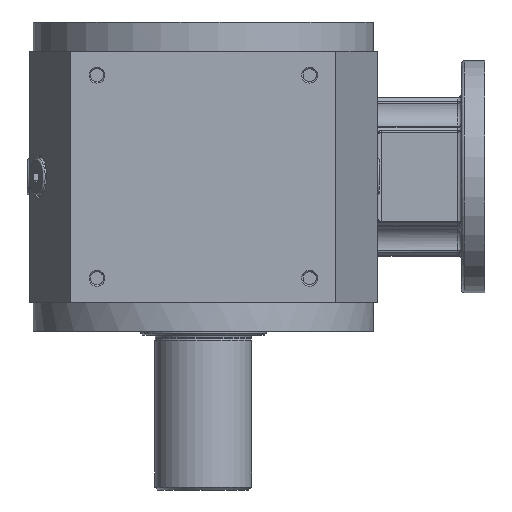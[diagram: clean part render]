
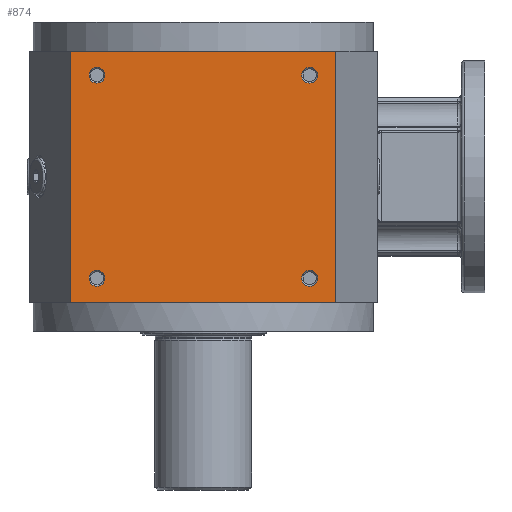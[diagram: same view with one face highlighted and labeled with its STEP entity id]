
A CAD part, front view. The second image highlights one B-rep face of the part: STEP entity #874.
In plain terms, the highlighted planar face has unit normal (0, -1, 0).
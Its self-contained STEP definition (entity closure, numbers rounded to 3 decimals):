
#874 = ADVANCED_FACE( '', ( #2527, #2528, #2529, #2530, #2531 ), #2532, .T. );
#2527 = FACE_OUTER_BOUND( '', #5432, .T. );
#2528 = FACE_BOUND( '', #5433, .T. );
#2529 = FACE_BOUND( '', #5434, .T. );
#2530 = FACE_BOUND( '', #5435, .T. );
#2531 = FACE_BOUND( '', #5436, .T. );
#2532 = PLANE( '', #5437 );
#5432 = EDGE_LOOP( '', ( #14970, #14971, #14972, #14973 ) );
#5433 = EDGE_LOOP( '', ( #14974 ) );
#5434 = EDGE_LOOP( '', ( #14975 ) );
#5435 = EDGE_LOOP( '', ( #14976 ) );
#5436 = EDGE_LOOP( '', ( #14977 ) );
#5437 = AXIS2_PLACEMENT_3D( '', #14978, #14979, #14980 );
#14970 = ORIENTED_EDGE( '', *, *, #20688, .F. );
#14971 = ORIENTED_EDGE( '', *, *, #20689, .T. );
#14972 = ORIENTED_EDGE( '', *, *, #20690, .T. );
#14973 = ORIENTED_EDGE( '', *, *, #20691, .F. );
#14974 = ORIENTED_EDGE( '', *, *, #20692, .F. );
#14975 = ORIENTED_EDGE( '', *, *, #20693, .F. );
#14976 = ORIENTED_EDGE( '', *, *, #20694, .F. );
#14977 = ORIENTED_EDGE( '', *, *, #20695, .F. );
#14978 = CARTESIAN_POINT( '', ( -9.549, -89.583, 117. ) );
#14979 = DIRECTION( '', ( 0., -1., 0. ) );
#14980 = DIRECTION( '', ( 0., 0., -1. ) );
#20688 = EDGE_CURVE( '', #22907, #22908, #22909, .T. );
#20689 = EDGE_CURVE( '', #22907, #22910, #22911, .T. );
#20690 = EDGE_CURVE( '', #22910, #22912, #22913, .T. );
#20691 = EDGE_CURVE( '', #22908, #22912, #22914, .T. );
#20692 = EDGE_CURVE( '', #22915, #22915, #22916, .T. );
#20693 = EDGE_CURVE( '', #22917, #22917, #22918, .T. );
#20694 = EDGE_CURVE( '', #22919, #22919, #22920, .T. );
#20695 = EDGE_CURVE( '', #22921, #22921, #22922, .T. );
#22907 = VERTEX_POINT( '', #26410 );
#22908 = VERTEX_POINT( '', #26411 );
#22909 = LINE( '', #26412, #26413 );
#22910 = VERTEX_POINT( '', #26414 );
#22911 = LINE( '', #26415, #26416 );
#22912 = VERTEX_POINT( '', #26417 );
#22913 = LINE( '', #26418, #26419 );
#22914 = LINE( '', #26420, #26421 );
#22915 = VERTEX_POINT( '', #26422 );
#22916 = CIRCLE( '', #26423, 4.1 );
#22917 = VERTEX_POINT( '', #26424 );
#22918 = CIRCLE( '', #26425, 4.1 );
#22919 = VERTEX_POINT( '', #26426 );
#22920 = CIRCLE( '', #26427, 4.1 );
#22921 = VERTEX_POINT( '', #26428 );
#22922 = CIRCLE( '', #26429, 4.1 );
#26410 = CARTESIAN_POINT( '', ( -9.549, -89.583, 117. ) );
#26411 = CARTESIAN_POINT( '', ( 127.502, -89.583, 117. ) );
#26412 = CARTESIAN_POINT( '', ( 58.976, -89.583, 117. ) );
#26413 = VECTOR( '', #38909, 1000. );
#26414 = CARTESIAN_POINT( '', ( -9.549, -89.583, -13. ) );
#26415 = CARTESIAN_POINT( '', ( -9.549, -89.583, 117. ) );
#26416 = VECTOR( '', #38910, 1000. );
#26417 = CARTESIAN_POINT( '', ( 127.502, -89.583, -13. ) );
#26418 = CARTESIAN_POINT( '', ( 58.976, -89.583, -13. ) );
#26419 = VECTOR( '', #38911, 1000. );
#26420 = CARTESIAN_POINT( '', ( 127.502, -89.583, 117. ) );
#26421 = VECTOR( '', #38912, 1000. );
#26422 = CARTESIAN_POINT( '', ( 109.876, -89.583, -0.5 ) );
#26423 = AXIS2_PLACEMENT_3D( '', #38913, #38914, #38915 );
#26424 = CARTESIAN_POINT( '', ( -0.124, -89.583, 104.5 ) );
#26425 = AXIS2_PLACEMENT_3D( '', #38916, #38917, #38918 );
#26426 = CARTESIAN_POINT( '', ( -0.124, -89.583, -0.5 ) );
#26427 = AXIS2_PLACEMENT_3D( '', #38919, #38920, #38921 );
#26428 = CARTESIAN_POINT( '', ( 109.876, -89.583, 104.5 ) );
#26429 = AXIS2_PLACEMENT_3D( '', #38922, #38923, #38924 );
#38909 = DIRECTION( '', ( 1., 0., 0. ) );
#38910 = DIRECTION( '', ( 0., 0., -1. ) );
#38911 = DIRECTION( '', ( 1., 0., 0. ) );
#38912 = DIRECTION( '', ( 0., 0., -1. ) );
#38913 = CARTESIAN_POINT( '', ( 113.976, -89.583, -0.5 ) );
#38914 = DIRECTION( '', ( 0., -1., 0. ) );
#38915 = DIRECTION( '', ( -1., 0., 0. ) );
#38916 = CARTESIAN_POINT( '', ( 3.976, -89.583, 104.5 ) );
#38917 = DIRECTION( '', ( 0., -1., 0. ) );
#38918 = DIRECTION( '', ( -1., 0., 0. ) );
#38919 = CARTESIAN_POINT( '', ( 3.976, -89.583, -0.5 ) );
#38920 = DIRECTION( '', ( 0., -1., 0. ) );
#38921 = DIRECTION( '', ( -1., 0., 0. ) );
#38922 = CARTESIAN_POINT( '', ( 113.976, -89.583, 104.5 ) );
#38923 = DIRECTION( '', ( 0., -1., 0. ) );
#38924 = DIRECTION( '', ( -1., 0., 0. ) );
